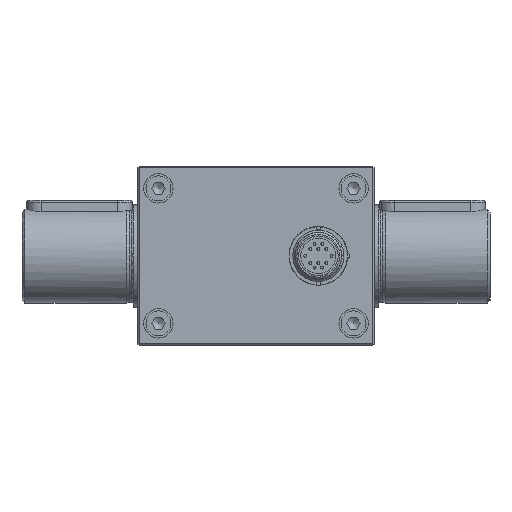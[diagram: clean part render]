
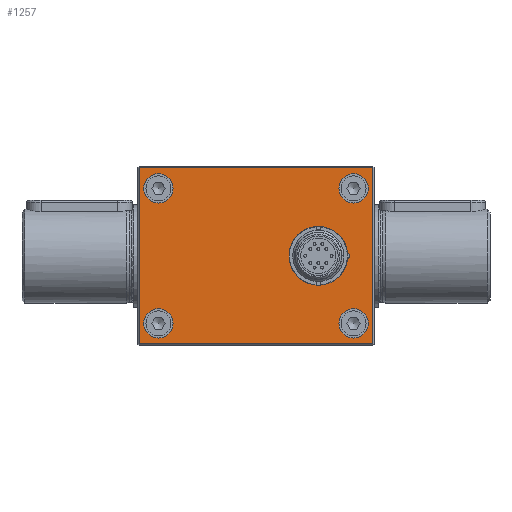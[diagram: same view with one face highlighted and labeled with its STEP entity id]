
A CAD part, top view. The second image highlights one B-rep face of the part: STEP entity #1257.
In plain terms, the highlighted planar face has unit normal (0, 0, 1).
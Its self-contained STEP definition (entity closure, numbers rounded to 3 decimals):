
#1257 = ADVANCED_FACE( '', ( #2531, #2532, #2533, #2534, #2535, #2536 ), #2537, .T. );
#2531 = FACE_OUTER_BOUND( '', #4016, .T. );
#2532 = FACE_BOUND( '', #4017, .T. );
#2533 = FACE_BOUND( '', #4018, .T. );
#2534 = FACE_BOUND( '', #4019, .T. );
#2535 = FACE_BOUND( '', #4020, .T. );
#2536 = FACE_BOUND( '', #4021, .T. );
#2537 = PLANE( '', #4022 );
#4016 = EDGE_LOOP( '', ( #6016, #6017, #6018, #6019 ) );
#4017 = EDGE_LOOP( '', ( #6020 ) );
#4018 = EDGE_LOOP( '', ( #6021 ) );
#4019 = EDGE_LOOP( '', ( #6022 ) );
#4020 = EDGE_LOOP( '', ( #6023 ) );
#4021 = EDGE_LOOP( '', ( #6024, #6025 ) );
#4022 = AXIS2_PLACEMENT_3D( '', #6026, #6027, #6028 );
#6016 = ORIENTED_EDGE( '', *, *, #8073, .T. );
#6017 = ORIENTED_EDGE( '', *, *, #7966, .T. );
#6018 = ORIENTED_EDGE( '', *, *, #8074, .T. );
#6019 = ORIENTED_EDGE( '', *, *, #7921, .T. );
#6020 = ORIENTED_EDGE( '', *, *, #8075, .T. );
#6021 = ORIENTED_EDGE( '', *, *, #7587, .T. );
#6022 = ORIENTED_EDGE( '', *, *, #8076, .T. );
#6023 = ORIENTED_EDGE( '', *, *, #7901, .T. );
#6024 = ORIENTED_EDGE( '', *, *, #8077, .T. );
#6025 = ORIENTED_EDGE( '', *, *, #8078, .T. );
#6026 = CARTESIAN_POINT( '', ( -40.25, 30.5, 25. ) );
#6027 = DIRECTION( '', ( 0., 0., 1. ) );
#6028 = DIRECTION( '', ( 1., 0., 0. ) );
#7587 = EDGE_CURVE( '', #8622, #8622, #8623, .T. );
#7901 = EDGE_CURVE( '', #9120, #9120, #9121, .T. );
#7921 = EDGE_CURVE( '', #9014, #8822, #9152, .T. );
#7966 = EDGE_CURVE( '', #9216, #8978, #9220, .T. );
#8073 = EDGE_CURVE( '', #8822, #9216, #9379, .T. );
#8074 = EDGE_CURVE( '', #8978, #9014, #9380, .T. );
#8075 = EDGE_CURVE( '', #9381, #9381, #9382, .T. );
#8076 = EDGE_CURVE( '', #9383, #9383, #9384, .T. );
#8077 = EDGE_CURVE( '', #9385, #9386, #9387, .T. );
#8078 = EDGE_CURVE( '', #9386, #9385, #9388, .T. );
#8622 = VERTEX_POINT( '', #10079 );
#8623 = CIRCLE( '', #10080, 5. );
#8822 = VERTEX_POINT( '', #10378 );
#8978 = VERTEX_POINT( '', #10595 );
#9014 = VERTEX_POINT( '', #10651 );
#9120 = VERTEX_POINT( '', #10862 );
#9121 = CIRCLE( '', #10863, 5. );
#9152 = LINE( '', #10911, #10912 );
#9216 = VERTEX_POINT( '', #10991 );
#9220 = LINE( '', #10997, #10998 );
#9379 = LINE( '', #11204, #11205 );
#9380 = LINE( '', #11206, #11207 );
#9381 = VERTEX_POINT( '', #11208 );
#9382 = CIRCLE( '', #11209, 5. );
#9383 = VERTEX_POINT( '', #11210 );
#9384 = CIRCLE( '', #11211, 5. );
#9385 = VERTEX_POINT( '', #11212 );
#9386 = VERTEX_POINT( '', #11213 );
#9387 = CIRCLE( '', #11214, 9.25 );
#9388 = CIRCLE( '', #11215, 1.5 );
#10079 = CARTESIAN_POINT( '', ( 33.25, 18., 25. ) );
#10080 = AXIS2_PLACEMENT_3D( '', #11964, #11965, #11966 );
#10378 = CARTESIAN_POINT( '', ( 39.75, -30., 25. ) );
#10595 = CARTESIAN_POINT( '', ( -39.75, 30., 25. ) );
#10651 = CARTESIAN_POINT( '', ( -39.75, -30., 25. ) );
#10862 = CARTESIAN_POINT( '', ( -33.25, -28., 25. ) );
#10863 = AXIS2_PLACEMENT_3D( '', #12409, #12410, #12411 );
#10911 = CARTESIAN_POINT( '', ( 40.25, -30., 25. ) );
#10912 = VECTOR( '', #12441, 1000. );
#10991 = CARTESIAN_POINT( '', ( 39.75, 30., 25. ) );
#10997 = CARTESIAN_POINT( '', ( -40.25, 30., 25. ) );
#10998 = VECTOR( '', #12510, 1000. );
#11204 = CARTESIAN_POINT( '', ( 39.75, 30.5, 25. ) );
#11205 = VECTOR( '', #12646, 1000. );
#11206 = CARTESIAN_POINT( '', ( -39.75, -30.5, 25. ) );
#11207 = VECTOR( '', #12647, 1000. );
#11208 = CARTESIAN_POINT( '', ( -33.25, 18., 25. ) );
#11209 = AXIS2_PLACEMENT_3D( '', #12648, #12649, #12650 );
#11210 = CARTESIAN_POINT( '', ( 33.25, -28., 25. ) );
#11211 = AXIS2_PLACEMENT_3D( '', #12651, #12652, #12653 );
#11212 = CARTESIAN_POINT( '', ( 30.378, -1.498, 25. ) );
#11213 = CARTESIAN_POINT( '', ( 30.378, 1.498, 25. ) );
#11214 = AXIS2_PLACEMENT_3D( '', #12654, #12655, #12656 );
#11215 = AXIS2_PLACEMENT_3D( '', #12657, #12658, #12659 );
#11964 = CARTESIAN_POINT( '', ( 33.25, 23., 25. ) );
#11965 = DIRECTION( '', ( 0., 0., -1. ) );
#11966 = DIRECTION( '', ( 0., -1., 0. ) );
#12409 = CARTESIAN_POINT( '', ( -33.25, -23., 25. ) );
#12410 = DIRECTION( '', ( 0., 0., -1. ) );
#12411 = DIRECTION( '', ( 0., -1., 0. ) );
#12441 = DIRECTION( '', ( 1., 0., 0. ) );
#12510 = DIRECTION( '', ( -1., 0., 0. ) );
#12646 = DIRECTION( '', ( 0., 1., 0. ) );
#12647 = DIRECTION( '', ( 0., -1., 0. ) );
#12648 = CARTESIAN_POINT( '', ( -33.25, 23., 25. ) );
#12649 = DIRECTION( '', ( 0., 0., -1. ) );
#12650 = DIRECTION( '', ( 0., -1., 0. ) );
#12651 = CARTESIAN_POINT( '', ( 33.25, -23., 25. ) );
#12652 = DIRECTION( '', ( 0., 0., -1. ) );
#12653 = DIRECTION( '', ( 0., -1., 0. ) );
#12654 = CARTESIAN_POINT( '', ( 21.25, 0., 25. ) );
#12655 = DIRECTION( '', ( 0., 0., -1. ) );
#12656 = DIRECTION( '', ( 1., 0., 0. ) );
#12657 = CARTESIAN_POINT( '', ( 30.3, 0., 25. ) );
#12658 = DIRECTION( '', ( 0., 0., -1. ) );
#12659 = DIRECTION( '', ( 1., 0., 0. ) );
